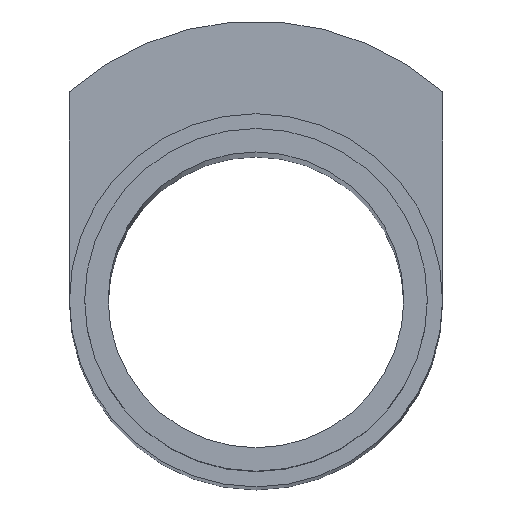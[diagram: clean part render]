
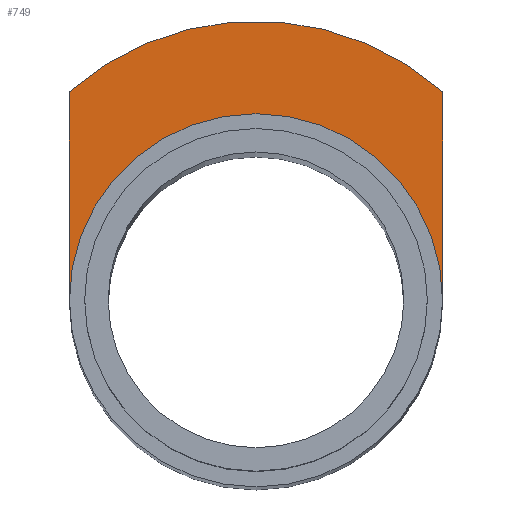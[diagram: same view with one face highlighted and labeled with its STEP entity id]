
A CAD part, top view. The second image highlights one B-rep face of the part: STEP entity #749.
In plain terms, the highlighted planar face has unit normal (0, 0, 1).
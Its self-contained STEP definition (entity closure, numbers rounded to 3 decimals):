
#24=PLANE('',#812);
#59=FACE_OUTER_BOUND('',#103,.T.);
#103=EDGE_LOOP('',(#577,#578,#579,#580));
#123=CIRCLE('',#806,12.);
#126=CIRCLE('',#813,7.95);
#226=LINE('',#2940,#263);
#228=LINE('',#2949,#265);
#263=VECTOR('',#928,10.);
#265=VECTOR('',#938,10.);
#326=VERTEX_POINT('',#2928);
#328=VERTEX_POINT('',#2932);
#330=VERTEX_POINT('',#2938);
#333=VERTEX_POINT('',#2948);
#426=EDGE_CURVE('',#326,#328,#123,.T.);
#429=EDGE_CURVE('',#328,#330,#226,.T.);
#433=EDGE_CURVE('',#333,#326,#228,.T.);
#435=EDGE_CURVE('',#333,#330,#126,.T.);
#577=ORIENTED_EDGE('',*,*,#426,.T.);
#578=ORIENTED_EDGE('',*,*,#429,.T.);
#579=ORIENTED_EDGE('',*,*,#435,.F.);
#580=ORIENTED_EDGE('',*,*,#433,.T.);
#749=ADVANCED_FACE('',(#59),#24,.F.);
#806=AXIS2_PLACEMENT_3D('',#2934,#922,#923);
#812=AXIS2_PLACEMENT_3D('',#2951,#940,#941);
#813=AXIS2_PLACEMENT_3D('',#2952,#942,#943);
#922=DIRECTION('center_axis',(0.,0.,1.));
#923=DIRECTION('ref_axis',(1.,0.,0.));
#928=DIRECTION('',(0.,-1.,0.));
#938=DIRECTION('',(0.,1.,0.));
#940=DIRECTION('center_axis',(0.,0.,-1.));
#941=DIRECTION('ref_axis',(1.,0.,0.));
#942=DIRECTION('center_axis',(0.,0.,1.));
#943=DIRECTION('ref_axis',(1.,0.,0.));
#2928=CARTESIAN_POINT('',(7.95,8.989,-59.85));
#2932=CARTESIAN_POINT('',(-7.95,8.989,-59.85));
#2934=CARTESIAN_POINT('Origin',(0.,0.,-59.85));
#2938=CARTESIAN_POINT('',(-7.95,0.,-59.85));
#2940=CARTESIAN_POINT('',(-7.95,6.694,-59.85));
#2948=CARTESIAN_POINT('',(7.95,0.,-59.85));
#2949=CARTESIAN_POINT('',(7.95,6.694,-59.85));
#2951=CARTESIAN_POINT('Origin',(0.,6.175,-59.85));
#2952=CARTESIAN_POINT('Origin',(0.,0.,-59.85));
